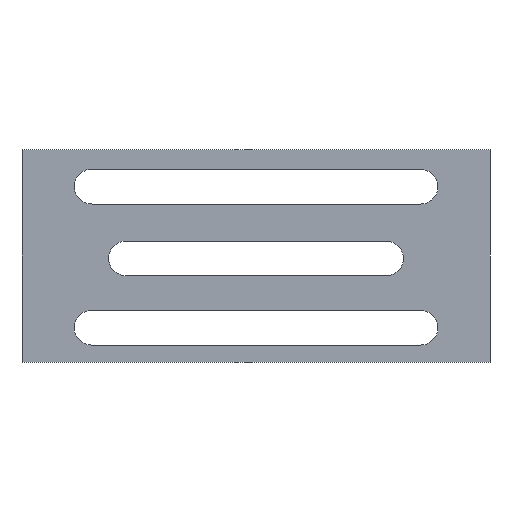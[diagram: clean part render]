
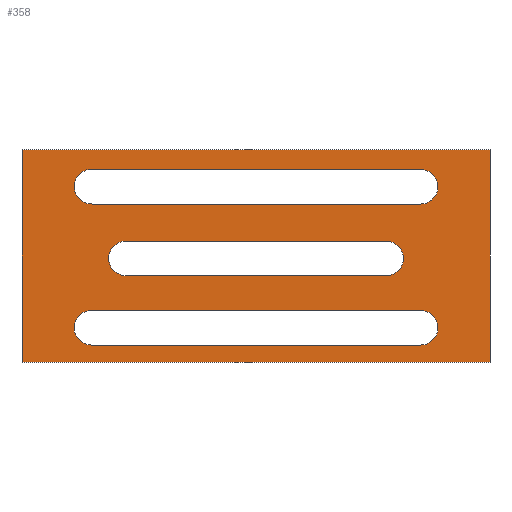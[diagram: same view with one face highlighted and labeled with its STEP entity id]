
A CAD part, front view. The second image highlights one B-rep face of the part: STEP entity #358.
In plain terms, the highlighted planar face has unit normal (0, -1, 0).
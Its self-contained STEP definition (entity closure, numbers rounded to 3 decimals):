
#18=FACE_BOUND('',#72,.T.);
#19=FACE_BOUND('',#73,.T.);
#20=FACE_BOUND('',#74,.T.);
#32=PLANE('',#390);
#50=FACE_OUTER_BOUND('',#71,.T.);
#71=EDGE_LOOP('',(#319,#320,#321,#322));
#72=EDGE_LOOP('',(#323,#324,#325,#326));
#73=EDGE_LOOP('',(#327,#328,#329,#330));
#74=EDGE_LOOP('',(#331,#332,#333,#334));
#79=LINE('',#504,#115);
#82=LINE('',#513,#118);
#87=LINE('',#528,#123);
#90=LINE('',#537,#126);
#93=LINE('',#545,#129);
#98=LINE('',#558,#134);
#99=LINE('',#565,#135);
#103=LINE('',#573,#139);
#106=LINE('',#579,#142);
#109=LINE('',#584,#145);
#115=VECTOR('',#405,10.);
#118=VECTOR('',#416,10.);
#123=VECTOR('',#429,10.);
#126=VECTOR('',#440,10.);
#129=VECTOR('',#445,10.);
#134=VECTOR('',#458,10.);
#135=VECTOR('',#467,10.);
#139=VECTOR('',#473,10.);
#142=VECTOR('',#478,10.);
#145=VECTOR('',#483,10.);
#148=CIRCLE('',#363,5.);
#150=CIRCLE('',#367,5.);
#152=CIRCLE('',#371,5.);
#154=CIRCLE('',#375,5.);
#156=CIRCLE('',#380,5.);
#158=CIRCLE('',#384,5.);
#161=VERTEX_POINT('',#494);
#162=VERTEX_POINT('',#496);
#164=VERTEX_POINT('',#502);
#166=VERTEX_POINT('',#508);
#169=VERTEX_POINT('',#518);
#170=VERTEX_POINT('',#520);
#172=VERTEX_POINT('',#526);
#174=VERTEX_POINT('',#532);
#177=VERTEX_POINT('',#542);
#178=VERTEX_POINT('',#544);
#180=VERTEX_POINT('',#550);
#182=VERTEX_POINT('',#556);
#183=VERTEX_POINT('',#563);
#184=VERTEX_POINT('',#564);
#187=VERTEX_POINT('',#572);
#189=VERTEX_POINT('',#578);
#193=EDGE_CURVE('',#162,#161,#148,.T.);
#197=EDGE_CURVE('',#161,#164,#79,.T.);
#200=EDGE_CURVE('',#164,#166,#150,.T.);
#202=EDGE_CURVE('',#166,#162,#82,.T.);
#205=EDGE_CURVE('',#170,#169,#152,.T.);
#209=EDGE_CURVE('',#169,#172,#87,.T.);
#212=EDGE_CURVE('',#172,#174,#154,.T.);
#214=EDGE_CURVE('',#174,#170,#90,.T.);
#217=EDGE_CURVE('',#178,#177,#93,.T.);
#221=EDGE_CURVE('',#177,#180,#156,.T.);
#224=EDGE_CURVE('',#180,#182,#98,.T.);
#226=EDGE_CURVE('',#182,#178,#158,.T.);
#227=EDGE_CURVE('',#183,#184,#99,.T.);
#231=EDGE_CURVE('',#184,#187,#103,.T.);
#234=EDGE_CURVE('',#187,#189,#106,.T.);
#237=EDGE_CURVE('',#189,#183,#109,.T.);
#319=ORIENTED_EDGE('',*,*,#237,.T.);
#320=ORIENTED_EDGE('',*,*,#227,.T.);
#321=ORIENTED_EDGE('',*,*,#231,.T.);
#322=ORIENTED_EDGE('',*,*,#234,.T.);
#323=ORIENTED_EDGE('',*,*,#193,.T.);
#324=ORIENTED_EDGE('',*,*,#197,.T.);
#325=ORIENTED_EDGE('',*,*,#200,.T.);
#326=ORIENTED_EDGE('',*,*,#202,.T.);
#327=ORIENTED_EDGE('',*,*,#205,.T.);
#328=ORIENTED_EDGE('',*,*,#209,.T.);
#329=ORIENTED_EDGE('',*,*,#212,.T.);
#330=ORIENTED_EDGE('',*,*,#214,.T.);
#331=ORIENTED_EDGE('',*,*,#217,.T.);
#332=ORIENTED_EDGE('',*,*,#221,.T.);
#333=ORIENTED_EDGE('',*,*,#224,.T.);
#334=ORIENTED_EDGE('',*,*,#226,.T.);
#358=ADVANCED_FACE('',(#50,#18,#19,#20),#32,.F.);
#363=AXIS2_PLACEMENT_3D('',#497,#398,#399);
#367=AXIS2_PLACEMENT_3D('',#510,#411,#412);
#371=AXIS2_PLACEMENT_3D('',#521,#422,#423);
#375=AXIS2_PLACEMENT_3D('',#534,#435,#436);
#380=AXIS2_PLACEMENT_3D('',#552,#452,#453);
#384=AXIS2_PLACEMENT_3D('',#561,#463,#464);
#390=AXIS2_PLACEMENT_3D('',#587,#487,#488);
#398=DIRECTION('center_axis',(0.,1.,0.));
#399=DIRECTION('ref_axis',(-1.,0.,0.));
#405=DIRECTION('',(-1.,0.,0.));
#411=DIRECTION('center_axis',(0.,1.,0.));
#412=DIRECTION('ref_axis',(-1.,0.,0.));
#416=DIRECTION('',(1.,0.,0.));
#422=DIRECTION('center_axis',(0.,1.,0.));
#423=DIRECTION('ref_axis',(-1.,0.,0.));
#429=DIRECTION('',(-1.,0.,0.));
#435=DIRECTION('center_axis',(0.,1.,0.));
#436=DIRECTION('ref_axis',(-1.,0.,0.));
#440=DIRECTION('',(1.,0.,0.));
#445=DIRECTION('',(1.,0.,0.));
#452=DIRECTION('center_axis',(0.,1.,0.));
#453=DIRECTION('ref_axis',(-1.,0.,0.));
#458=DIRECTION('',(-1.,0.,0.));
#463=DIRECTION('center_axis',(0.,1.,0.));
#464=DIRECTION('ref_axis',(-1.,0.,0.));
#467=DIRECTION('',(0.,0.,-1.));
#473=DIRECTION('',(1.,0.,0.));
#478=DIRECTION('',(0.,0.,1.));
#483=DIRECTION('',(-1.,0.,0.));
#487=DIRECTION('center_axis',(0.,1.,0.));
#488=DIRECTION('ref_axis',(1.,0.,0.));
#494=CARTESIAN_POINT('',(105.005,0.,24.963));
#496=CARTESIAN_POINT('',(105.009,0.,34.963));
#497=CARTESIAN_POINT('Origin',(105.003,0.,29.963));
#502=CARTESIAN_POINT('',(30.002,0.,24.998));
#504=CARTESIAN_POINT('',(48.75,0.,24.989));
#508=CARTESIAN_POINT('',(30.006,0.,34.998));
#510=CARTESIAN_POINT('Origin',(30.,0.,29.998));
#513=CARTESIAN_POINT('',(86.255,0.,34.971));
#518=CARTESIAN_POINT('',(115.002,0.,45.65));
#520=CARTESIAN_POINT('',(115.005,0.,55.65));
#521=CARTESIAN_POINT('Origin',(115.,0.,50.65));
#526=CARTESIAN_POINT('',(20.003,0.,45.675));
#528=CARTESIAN_POINT('',(43.754,0.,45.669));
#532=CARTESIAN_POINT('',(20.008,0.,55.675));
#534=CARTESIAN_POINT('Origin',(20.006,0.,50.675));
#537=CARTESIAN_POINT('',(91.256,0.,55.656));
#542=CARTESIAN_POINT('',(114.997,0.,14.988));
#544=CARTESIAN_POINT('',(20.,0.,14.998));
#545=CARTESIAN_POINT('',(91.248,0.,14.991));
#550=CARTESIAN_POINT('',(114.997,0.,4.988));
#552=CARTESIAN_POINT('Origin',(114.998,0.,9.988));
#556=CARTESIAN_POINT('',(20.,0.,4.998));
#558=CARTESIAN_POINT('',(43.749,0.,4.995));
#561=CARTESIAN_POINT('Origin',(20.,0.,9.998));
#563=CARTESIAN_POINT('',(0.,0.,61.35));
#564=CARTESIAN_POINT('',(0.,0.,0.));
#565=CARTESIAN_POINT('',(0.,0.,61.35));
#572=CARTESIAN_POINT('',(135.,0.,0.));
#573=CARTESIAN_POINT('',(0.,0.,0.));
#578=CARTESIAN_POINT('',(135.,0.,61.35));
#579=CARTESIAN_POINT('',(135.,0.,0.));
#584=CARTESIAN_POINT('',(135.,0.,61.35));
#587=CARTESIAN_POINT('Origin',(67.5,0.,30.675));
